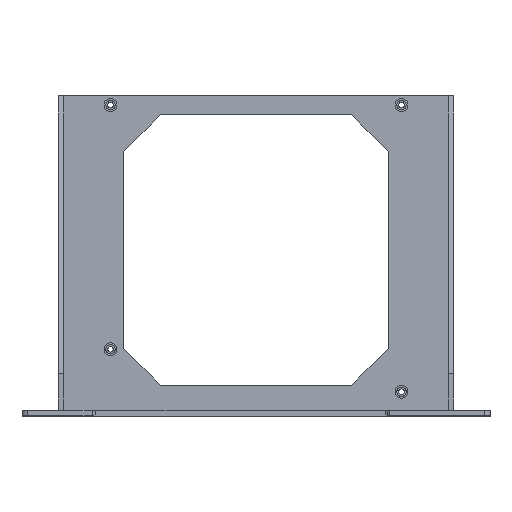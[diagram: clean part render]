
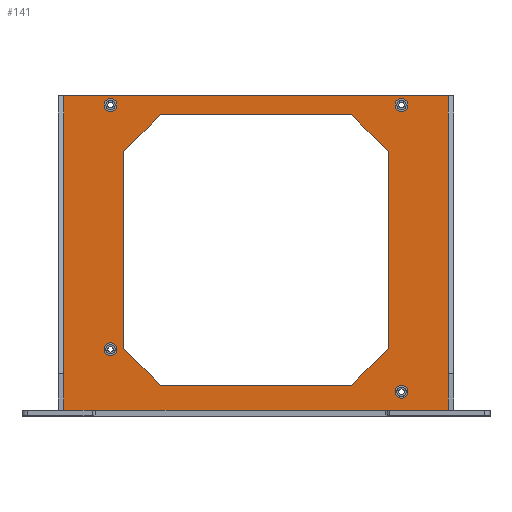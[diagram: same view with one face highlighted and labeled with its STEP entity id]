
A CAD part, top view. The second image highlights one B-rep face of the part: STEP entity #141.
In plain terms, the highlighted planar face has unit normal (0, 0, 1).
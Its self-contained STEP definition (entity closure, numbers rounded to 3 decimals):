
#77 = VERTEX_POINT('',#78);
#78 = CARTESIAN_POINT('',(-22.,0.,3.));
#93 = VERTEX_POINT('',#94);
#94 = CARTESIAN_POINT('',(-22.,170.,3.));
#100 = EDGE_CURVE('',#77,#93,#101,.T.);
#101 = LINE('',#102,#103);
#102 = CARTESIAN_POINT('',(-22.,0.,3.));
#103 = VECTOR('',#104,1.);
#104 = DIRECTION('',(0.,1.,0.));
#123 = EDGE_CURVE('',#77,#124,#126,.T.);
#124 = VERTEX_POINT('',#125);
#125 = CARTESIAN_POINT('',(192.,0.,3.));
#126 = LINE('',#127,#128);
#127 = CARTESIAN_POINT('',(-22.,0.,3.));
#128 = VECTOR('',#129,1.);
#129 = DIRECTION('',(1.,0.,0.));
#141 = ADVANCED_FACE('',(#142,#160,#171,#182,#248,#259),#270,.T.);
#142 = FACE_BOUND('',#143,.T.);
#143 = EDGE_LOOP('',(#144,#145,#146,#154));
#144 = ORIENTED_EDGE('',*,*,#100,.F.);
#145 = ORIENTED_EDGE('',*,*,#123,.T.);
#146 = ORIENTED_EDGE('',*,*,#147,.T.);
#147 = EDGE_CURVE('',#124,#148,#150,.T.);
#148 = VERTEX_POINT('',#149);
#149 = CARTESIAN_POINT('',(192.,170.,3.));
#150 = LINE('',#151,#152);
#151 = CARTESIAN_POINT('',(192.,0.,3.));
#152 = VECTOR('',#153,1.);
#153 = DIRECTION('',(0.,1.,0.));
#154 = ORIENTED_EDGE('',*,*,#155,.F.);
#155 = EDGE_CURVE('',#93,#148,#156,.T.);
#156 = LINE('',#157,#158);
#157 = CARTESIAN_POINT('',(-22.,170.,3.));
#158 = VECTOR('',#159,1.);
#159 = DIRECTION('',(1.,0.,0.));
#160 = FACE_BOUND('',#161,.T.);
#161 = EDGE_LOOP('',(#162));
#162 = ORIENTED_EDGE('',*,*,#163,.T.);
#163 = EDGE_CURVE('',#164,#164,#166,.T.);
#164 = VERTEX_POINT('',#165);
#165 = CARTESIAN_POINT('',(9.85,33.02,3.));
#166 = CIRCLE('',#167,3.5);
#167 = AXIS2_PLACEMENT_3D('',#168,#169,#170);
#168 = CARTESIAN_POINT('',(6.35,33.02,3.));
#169 = DIRECTION('',(0.,0.,-1.));
#170 = DIRECTION('',(1.,0.,0.));
#171 = FACE_BOUND('',#172,.T.);
#172 = EDGE_LOOP('',(#173));
#173 = ORIENTED_EDGE('',*,*,#174,.T.);
#174 = EDGE_CURVE('',#175,#175,#177,.T.);
#175 = VERTEX_POINT('',#176);
#176 = CARTESIAN_POINT('',(167.15,10.16,3.));
#177 = CIRCLE('',#178,3.5);
#178 = AXIS2_PLACEMENT_3D('',#179,#180,#181);
#179 = CARTESIAN_POINT('',(163.65,10.16,3.));
#180 = DIRECTION('',(0.,0.,-1.));
#181 = DIRECTION('',(1.,0.,0.));
#182 = FACE_BOUND('',#183,.T.);
#183 = EDGE_LOOP('',(#184,#194,#202,#210,#218,#226,#234,#242));
#184 = ORIENTED_EDGE('',*,*,#185,.F.);
#185 = EDGE_CURVE('',#186,#188,#190,.T.);
#186 = VERTEX_POINT('',#187);
#187 = CARTESIAN_POINT('',(13.35,33.66,3.));
#188 = VERTEX_POINT('',#189);
#189 = CARTESIAN_POINT('',(33.35,13.66,3.));
#190 = LINE('',#191,#192);
#191 = CARTESIAN_POINT('',(23.35,23.66,3.));
#192 = VECTOR('',#193,1.);
#193 = DIRECTION('',(0.707,-0.707,0.));
#194 = ORIENTED_EDGE('',*,*,#195,.T.);
#195 = EDGE_CURVE('',#186,#196,#198,.T.);
#196 = VERTEX_POINT('',#197);
#197 = CARTESIAN_POINT('',(13.35,139.861,3.));
#198 = LINE('',#199,#200);
#199 = CARTESIAN_POINT('',(13.35,13.66,3.));
#200 = VECTOR('',#201,1.);
#201 = DIRECTION('',(0.,1.,0.));
#202 = ORIENTED_EDGE('',*,*,#203,.T.);
#203 = EDGE_CURVE('',#196,#204,#206,.T.);
#204 = VERTEX_POINT('',#205);
#205 = CARTESIAN_POINT('',(33.35,159.861,3.));
#206 = LINE('',#207,#208);
#207 = CARTESIAN_POINT('',(-13.2,113.31,3.));
#208 = VECTOR('',#209,1.);
#209 = DIRECTION('',(0.707,0.707,0.));
#210 = ORIENTED_EDGE('',*,*,#211,.T.);
#211 = EDGE_CURVE('',#204,#212,#214,.T.);
#212 = VERTEX_POINT('',#213);
#213 = CARTESIAN_POINT('',(136.65,159.861,3.));
#214 = LINE('',#215,#216);
#215 = CARTESIAN_POINT('',(13.35,159.861,3.));
#216 = VECTOR('',#217,1.);
#217 = DIRECTION('',(1.,0.,0.));
#218 = ORIENTED_EDGE('',*,*,#219,.F.);
#219 = EDGE_CURVE('',#220,#212,#222,.T.);
#220 = VERTEX_POINT('',#221);
#221 = CARTESIAN_POINT('',(156.65,139.861,3.));
#222 = LINE('',#223,#224);
#223 = CARTESIAN_POINT('',(147.375,149.135,3.));
#224 = VECTOR('',#225,1.);
#225 = DIRECTION('',(-0.707,0.707,0.));
#226 = ORIENTED_EDGE('',*,*,#227,.F.);
#227 = EDGE_CURVE('',#228,#220,#230,.T.);
#228 = VERTEX_POINT('',#229);
#229 = CARTESIAN_POINT('',(156.65,33.66,3.));
#230 = LINE('',#231,#232);
#231 = CARTESIAN_POINT('',(156.65,13.66,3.));
#232 = VECTOR('',#233,1.);
#233 = DIRECTION('',(0.,1.,0.));
#234 = ORIENTED_EDGE('',*,*,#235,.T.);
#235 = EDGE_CURVE('',#228,#236,#238,.T.);
#236 = VERTEX_POINT('',#237);
#237 = CARTESIAN_POINT('',(136.65,13.66,3.));
#238 = LINE('',#239,#240);
#239 = CARTESIAN_POINT('',(110.825,-12.165,3.));
#240 = VECTOR('',#241,1.);
#241 = DIRECTION('',(-0.707,-0.707,0.));
#242 = ORIENTED_EDGE('',*,*,#243,.F.);
#243 = EDGE_CURVE('',#188,#236,#244,.T.);
#244 = LINE('',#245,#246);
#245 = CARTESIAN_POINT('',(13.35,13.66,3.));
#246 = VECTOR('',#247,1.);
#247 = DIRECTION('',(1.,0.,0.));
#248 = FACE_BOUND('',#249,.T.);
#249 = EDGE_LOOP('',(#250));
#250 = ORIENTED_EDGE('',*,*,#251,.T.);
#251 = EDGE_CURVE('',#252,#252,#254,.T.);
#252 = VERTEX_POINT('',#253);
#253 = CARTESIAN_POINT('',(9.85,165.1,3.));
#254 = CIRCLE('',#255,3.5);
#255 = AXIS2_PLACEMENT_3D('',#256,#257,#258);
#256 = CARTESIAN_POINT('',(6.35,165.1,3.));
#257 = DIRECTION('',(0.,0.,-1.));
#258 = DIRECTION('',(1.,0.,0.));
#259 = FACE_BOUND('',#260,.T.);
#260 = EDGE_LOOP('',(#261));
#261 = ORIENTED_EDGE('',*,*,#262,.T.);
#262 = EDGE_CURVE('',#263,#263,#265,.T.);
#263 = VERTEX_POINT('',#264);
#264 = CARTESIAN_POINT('',(167.15,165.1,3.));
#265 = CIRCLE('',#266,3.5);
#266 = AXIS2_PLACEMENT_3D('',#267,#268,#269);
#267 = CARTESIAN_POINT('',(163.65,165.1,3.));
#268 = DIRECTION('',(0.,0.,-1.));
#269 = DIRECTION('',(1.,0.,0.));
#270 = PLANE('',#271);
#271 = AXIS2_PLACEMENT_3D('',#272,#273,#274);
#272 = CARTESIAN_POINT('',(-22.,0.,3.));
#273 = DIRECTION('',(0.,0.,1.));
#274 = DIRECTION('',(1.,0.,0.));
